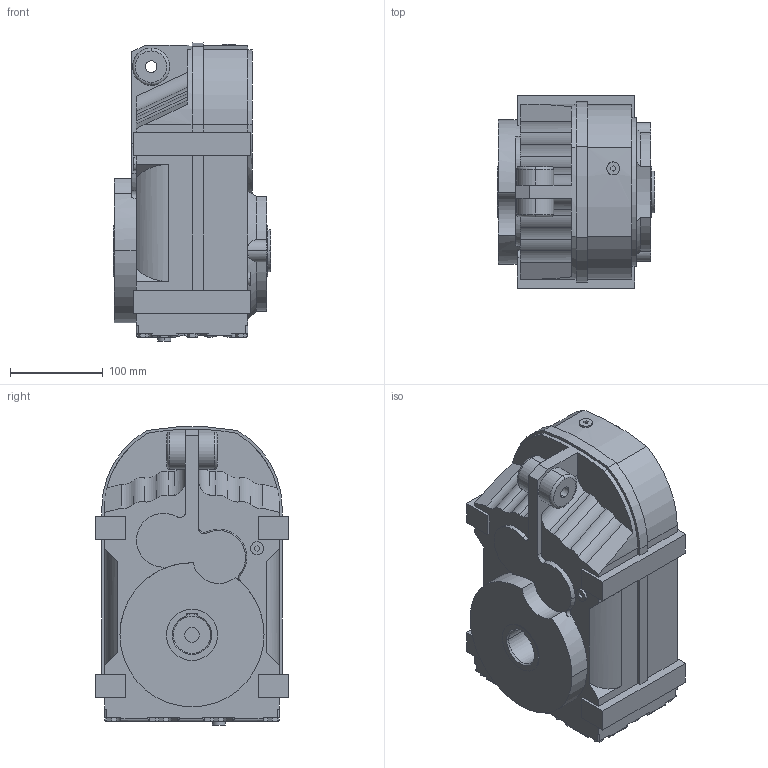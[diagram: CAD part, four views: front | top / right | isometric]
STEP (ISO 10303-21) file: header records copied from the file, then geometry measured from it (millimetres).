
FILE_DESCRIPTION(('STEP AP214'),'1');
FILE_NAME('cctmp_BD6B2E46-5895-42C4-83E9-FA373A1C91F6_2022_07_07_15_59_48_0977..stp','2022-07-07T13:59:49',('SEW-EURODRIVE GmbH & Co KG'),('CADClick - www.CADClick.com'),'Spatial InterOp 3D postprocessed',' ','unknown authorization');
FILE_SCHEMA(('AUTOMOTIVE_DESIGN'));
Length unit declared in the file: millimetre
Products named in the file (1): 1
Bounding box: 169 x 207 x 320.52 mm (x, y, z)
Volume: 7093760.5 mm3; surface area: 294140.6 mm2
Topology: 2 solids, 2 shells, 406 faces, 1089 edges, 721 vertices
Faces by surface type: plane 249, cylinder 133, bspline 12, cone 8, torus 4
Entity records: 14890 total; most frequent: CARTESIAN_POINT 3447, ORIENTED_EDGE 2178, DIRECTION 2046, EDGE_CURVE 1089, LINE 734, VECTOR 734, VERTEX_POINT 721, AXIS2_PLACEMENT_3D 656
